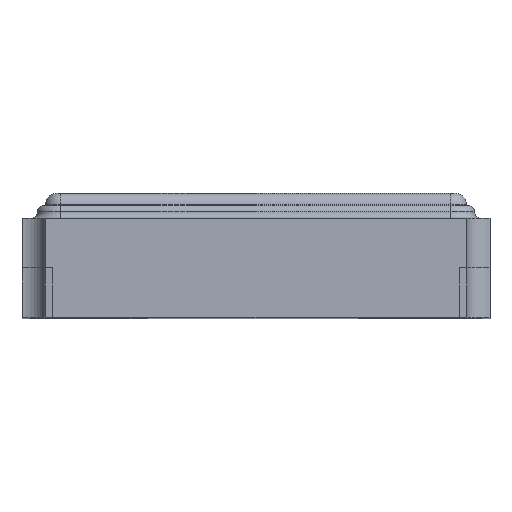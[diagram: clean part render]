
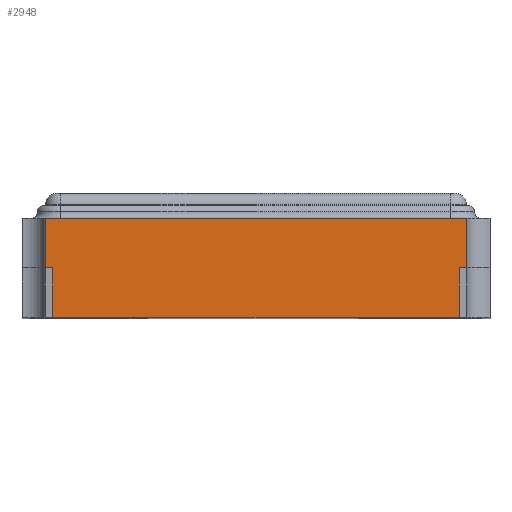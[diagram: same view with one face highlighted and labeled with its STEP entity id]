
A CAD part, top view. The second image highlights one B-rep face of the part: STEP entity #2948.
In plain terms, the highlighted planar face has unit normal (0, 0, 1).
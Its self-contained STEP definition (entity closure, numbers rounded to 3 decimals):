
#1 = EDGE_CURVE ( 'NONE', #2322, #2125, #955, .T. ) ;
#47 = CARTESIAN_POINT ( 'NONE',  ( 1.44, 0.68, 2.5 ) ) ;
#58 = CARTESIAN_POINT ( 'NONE',  ( 0., 0.34, 2.5 ) ) ;
#61 = LINE ( 'NONE', #2476, #403 ) ;
#203 = PLANE ( 'NONE',  #1369 ) ;
#230 = FACE_OUTER_BOUND ( 'NONE', #886, .T. ) ;
#403 = VECTOR ( 'NONE', #2432, 1000. ) ;
#427 = CARTESIAN_POINT ( 'NONE',  ( 1.39, 1.84, 2.5 ) ) ;
#484 = LINE ( 'NONE', #3157, #2562 ) ;
#489 = VERTEX_POINT ( 'NONE', #47 ) ;
#530 = ORIENTED_EDGE ( 'NONE', *, *, #3478, .F. ) ;
#679 = LINE ( 'NONE', #58, #1979 ) ;
#732 = LINE ( 'NONE', #3357, #1848 ) ;
#877 = CARTESIAN_POINT ( 'NONE',  ( -1.39, 1.84, 2.5 ) ) ;
#886 = EDGE_LOOP ( 'NONE', ( #899, #2191, #2379, #1179, #2238, #3513, #2188, #530 ) ) ;
#899 = ORIENTED_EDGE ( 'NONE', *, *, #1046, .F. ) ;
#919 = DIRECTION ( 'NONE',  ( -1., 0., 0. ) ) ;
#953 = DIRECTION ( 'NONE',  ( -1., 0., 0. ) ) ;
#955 = LINE ( 'NONE', #3593, #1578 ) ;
#988 = DIRECTION ( 'NONE',  ( 1., 0., 0. ) ) ;
#1046 = EDGE_CURVE ( 'NONE', #2064, #2273, #484, .T. ) ;
#1127 = CARTESIAN_POINT ( 'NONE',  ( 1.39, 0., 2.5 ) ) ;
#1179 = ORIENTED_EDGE ( 'NONE', *, *, #3688, .T. ) ;
#1369 = AXIS2_PLACEMENT_3D ( 'NONE', #1416, #2617, #3838 ) ;
#1416 = CARTESIAN_POINT ( 'NONE',  ( -1.6, 6.616, 2.5 ) ) ;
#1578 = VECTOR ( 'NONE', #919, 1000. ) ;
#1665 = CARTESIAN_POINT ( 'NONE',  ( 1.39, 0.34, 2.5 ) ) ;
#1748 = LINE ( 'NONE', #1867, #2097 ) ;
#1848 = VECTOR ( 'NONE', #988, 1000. ) ;
#1867 = CARTESIAN_POINT ( 'NONE',  ( -1.6, 0., 2.5 ) ) ;
#1871 = EDGE_CURVE ( 'NONE', #2575, #2996, #2641, .T. ) ;
#1911 = CARTESIAN_POINT ( 'NONE',  ( -1.44, 0.34, 2.5 ) ) ;
#1916 = LINE ( 'NONE', #427, #2357 ) ;
#1979 = VECTOR ( 'NONE', #953, 1000. ) ;
#2042 = EDGE_CURVE ( 'NONE', #489, #2322, #61, .T. ) ;
#2056 = CARTESIAN_POINT ( 'NONE',  ( -1.39, 0., 2.5 ) ) ;
#2064 = VERTEX_POINT ( 'NONE', #1911 ) ;
#2097 = VECTOR ( 'NONE', #3050, 1000. ) ;
#2125 = VERTEX_POINT ( 'NONE', #1665 ) ;
#2179 = CARTESIAN_POINT ( 'NONE',  ( 1.44, 0.34, 2.5 ) ) ;
#2188 = ORIENTED_EDGE ( 'NONE', *, *, #2042, .F. ) ;
#2191 = ORIENTED_EDGE ( 'NONE', *, *, #3778, .F. ) ;
#2238 = ORIENTED_EDGE ( 'NONE', *, *, #3487, .F. ) ;
#2273 = VERTEX_POINT ( 'NONE', #2470 ) ;
#2322 = VERTEX_POINT ( 'NONE', #2179 ) ;
#2357 = VECTOR ( 'NONE', #3376, 1000. ) ;
#2379 = ORIENTED_EDGE ( 'NONE', *, *, #1871, .T. ) ;
#2432 = DIRECTION ( 'NONE',  ( 0., -1., 0. ) ) ;
#2470 = CARTESIAN_POINT ( 'NONE',  ( -1.44, 0.68, 2.5 ) ) ;
#2474 = VERTEX_POINT ( 'NONE', #1127 ) ;
#2476 = CARTESIAN_POINT ( 'NONE',  ( 1.44, 0.68, 2.5 ) ) ;
#2562 = VECTOR ( 'NONE', #3775, 1000. ) ;
#2575 = VERTEX_POINT ( 'NONE', #2754 ) ;
#2617 = DIRECTION ( 'NONE',  ( 0., 0., -1. ) ) ;
#2641 = LINE ( 'NONE', #877, #2924 ) ;
#2754 = CARTESIAN_POINT ( 'NONE',  ( -1.39, 0.34, 2.5 ) ) ;
#2924 = VECTOR ( 'NONE', #3887, 1000. ) ;
#2948 = ADVANCED_FACE ( 'NONE', ( #230 ), #203, .F. ) ;
#2996 = VERTEX_POINT ( 'NONE', #2056 ) ;
#3050 = DIRECTION ( 'NONE',  ( 1., 0., 0. ) ) ;
#3157 = CARTESIAN_POINT ( 'NONE',  ( -1.44, 0.68, 2.5 ) ) ;
#3357 = CARTESIAN_POINT ( 'NONE',  ( -1.6, 0.68, 2.5 ) ) ;
#3376 = DIRECTION ( 'NONE',  ( 0., -1., 0. ) ) ;
#3478 = EDGE_CURVE ( 'NONE', #2273, #489, #732, .T. ) ;
#3487 = EDGE_CURVE ( 'NONE', #2125, #2474, #1916, .T. ) ;
#3513 = ORIENTED_EDGE ( 'NONE', *, *, #1, .F. ) ;
#3593 = CARTESIAN_POINT ( 'NONE',  ( 0., 0.34, 2.5 ) ) ;
#3688 = EDGE_CURVE ( 'NONE', #2996, #2474, #1748, .T. ) ;
#3775 = DIRECTION ( 'NONE',  ( 0., 1., 0. ) ) ;
#3778 = EDGE_CURVE ( 'NONE', #2575, #2064, #679, .T. ) ;
#3838 = DIRECTION ( 'NONE',  ( -1., 0., 0. ) ) ;
#3887 = DIRECTION ( 'NONE',  ( 0., -1., 0. ) ) ;
